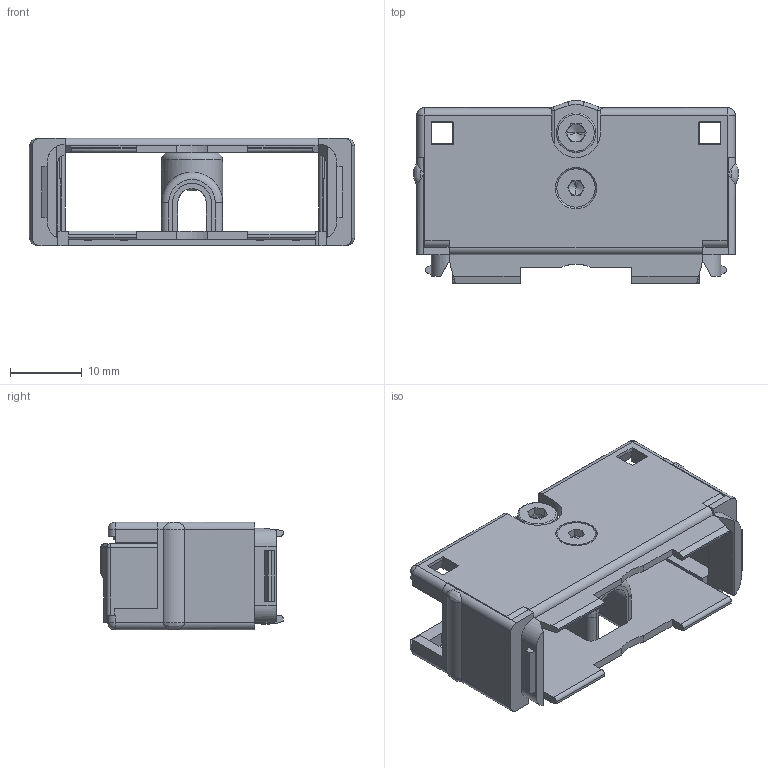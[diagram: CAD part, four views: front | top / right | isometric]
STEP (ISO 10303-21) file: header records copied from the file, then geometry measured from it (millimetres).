
FILE_DESCRIPTION((''),'2;1');
FILE_NAME('33516022020','2019-11-05T',('presta_be4'),(''),'CREO PARAMETRIC BY PTC INC, 2018360','CREO PARAMETRIC BY PTC INC, 2018360','');
FILE_SCHEMA(('CONFIG_CONTROL_DESIGN'));
Length unit declared in the file: millimetre
Products named in the file (1): 33516022020
Bounding box: 45.46 x 25.55 x 15.04 mm (x, y, z)
Volume: 5204.2 mm3; surface area: 6612 mm2
Topology: 3 solids, 3 shells, 351 faces, 943 edges, 591 vertices
Faces by surface type: plane 197, cylinder 121, cone 12, torus 11, sphere 6, bspline 4
Entity records: 12311 total; most frequent: CARTESIAN_POINT 3442, ORIENTED_EDGE 1866, DIRECTION 1818, EDGE_CURVE 933, VECTOR 638, LINE 638, VERTEX_POINT 591, AXIS2_PLACEMENT_3D 590
